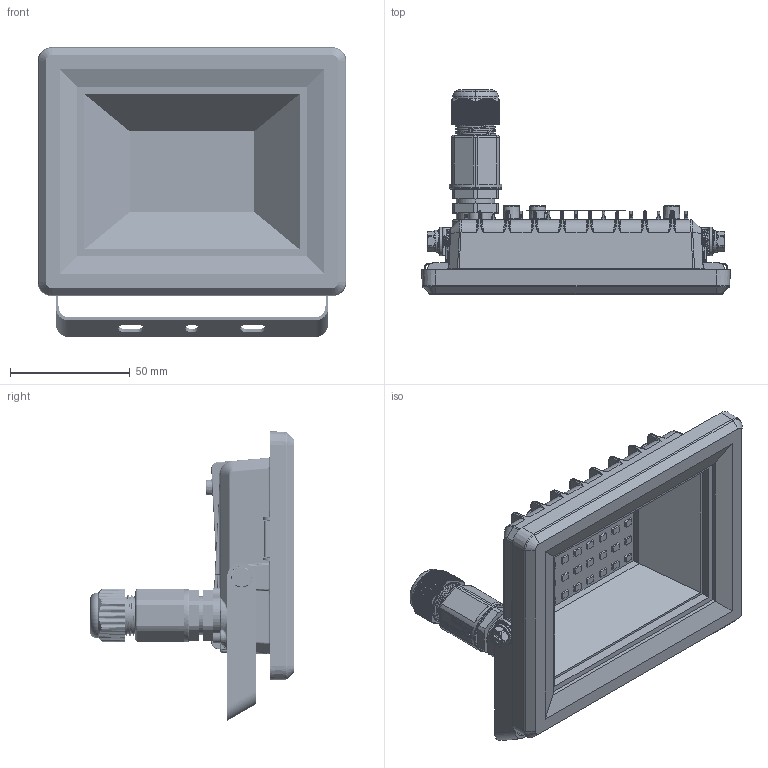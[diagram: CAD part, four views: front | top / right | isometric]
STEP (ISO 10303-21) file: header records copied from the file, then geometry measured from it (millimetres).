
FILE_DESCRIPTION((''),'2;1');
FILE_NAME('TBC20W000_ASM','2021-07-02T14:07:26',('Administrator'),(''),'CREO PARAMETRIC BY PTC INC, 2018050','CREO PARAMETRIC BY PTC INC, 2018050','');
FILE_SCHEMA(('AUTOMOTIVE_DESIGN { 1 0 10303 214 1 1 1 1 }'));
Products named in the file (33): 10W; 320W0001; 00; 000; KAKOU; M5X120001; M500; M50001_ASM; ADMI5B10VS42_1; ADMI5B10VS42_2; ADMI5B10VS42_3; ADMI5B10VS42_4; ADMI5B10VS42_5; ADMI5B10VS42_6; ADMI5B10VS42_7; ADMI5B10VS42_8; ADMI5B10VS42_9; ADMI5B10VS42_10; ADMI5B10VS42_11; ADMI5B10VS42_12; ADMI5B10VS42_13; ADMI5B10VS42_14; ADMI5B10VS42_15; ADMI5B10VS42_16; ADMI5B10VS42_ASM; HUNGJIU-190305_1__ASM; TBC20W000_ASM
Assembly tree (34 placements, depth 4):
  TBC20W000_ASM
    10W
    320W0001
    00
    000
    000
    00
    000
    KAKOU  x2
    M50001_ASM  x2
      M5X120001
      M500
      M500
    M500
    00
    HUNGJIU-190305_1__ASM
      ADMI5B10VS42_ASM
        ADMI5B10VS42_1
        ADMI5B10VS42_2
        ADMI5B10VS42_3
        ADMI5B10VS42_4
        ADMI5B10VS42_5
        ADMI5B10VS42_6
        ADMI5B10VS42_7
        ADMI5B10VS42_8
        ADMI5B10VS42_9
        ADMI5B10VS42_10
        ADMI5B10VS42_11
        ADMI5B10VS42_12
        ADMI5B10VS42_13
        ADMI5B10VS42_14
        ADMI5B10VS42_15
        ADMI5B10VS42_16
Bounding box: 129 x 85.4 x 121 mm (x, y, z)
Volume: 99709.5 mm3; surface area: 144167.2 mm2
Topology: 31 solids, 142 shells, 5210 faces, 14854 edges, 9946 vertices
Faces by surface type: plane 2605, cylinder 1548, bspline 682, cone 209, torus 86, sphere 49, revolution 24, extrusion 7
Entity records: 267606 total; most frequent: CARTESIAN_POINT 99378, ORIENTED_EDGE 28531, DIRECTION 23340, EDGE_CURVE 14510, PRESENTATION_STYLE_ASSIGNMENT 11422, STYLED_ITEM 11415, CURVE_STYLE 10105, VERTEX_POINT 9749
